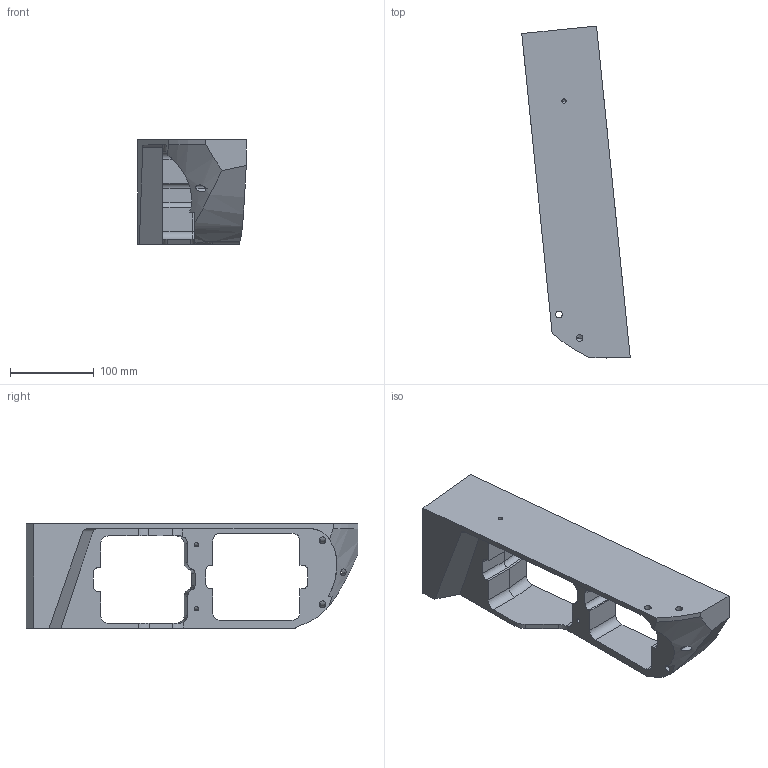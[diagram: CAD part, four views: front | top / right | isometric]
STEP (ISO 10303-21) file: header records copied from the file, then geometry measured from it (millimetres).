
FILE_DESCRIPTION (( 'STEP AP214' ), '1' );
FILE_NAME ('605-0109 CNC Sample Slimmed 1.STEP', '2022-11-11T20:27:12', ( '' ), ( '' ), 'SwSTEP 2.0', 'SolidWorks 2021', '' );
FILE_SCHEMA (( 'AUTOMOTIVE_DESIGN' ));
Length unit declared in the file: inch
Products named in the file (1): 605-0109 CNC Sample Slimmed 1
Bounding box: 129.15 x 395.22 x 124.52 mm (x, y, z)
Volume: 1609271 mm3; surface area: 185674.2 mm2
Topology: 1 solids, 1 shells, 94 faces, 271 edges, 176 vertices
Faces by surface type: plane 39, cylinder 35, bspline 16, cone 4
Entity records: 3998 total; most frequent: CARTESIAN_POINT 1467, ORIENTED_EDGE 534, DIRECTION 396, EDGE_CURVE 267, VERTEX_POINT 176, LINE 160, VECTOR 160, AXIS2_PLACEMENT_3D 118
